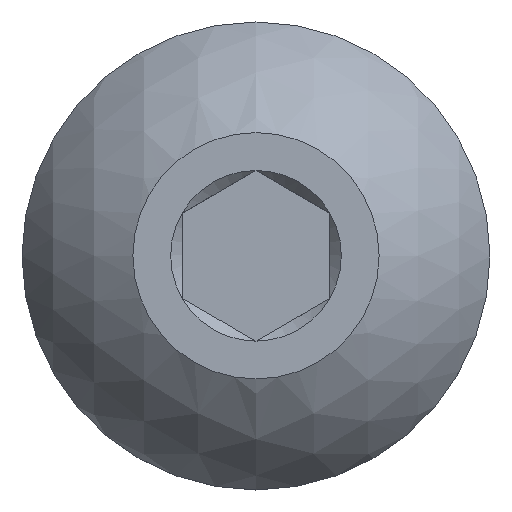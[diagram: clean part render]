
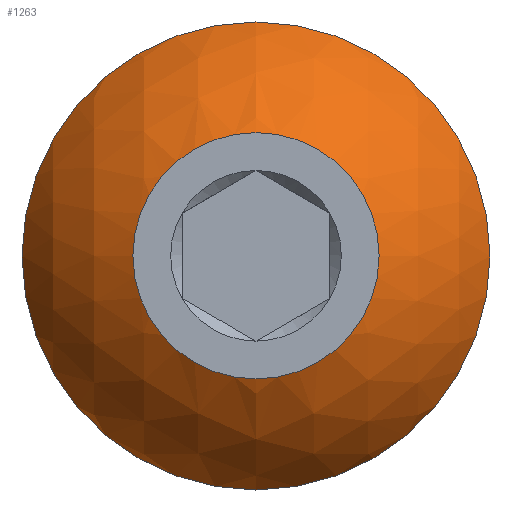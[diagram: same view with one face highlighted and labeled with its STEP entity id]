
A CAD part, top view. The second image highlights one B-rep face of the part: STEP entity #1263.
In plain terms, the highlighted spherical face has radius 5.287 mm.
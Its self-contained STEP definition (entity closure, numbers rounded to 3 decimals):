
#33=FACE_BOUND('',#218,.T.);
#36=SPHERICAL_SURFACE('',#1361,5.287);
#143=FACE_OUTER_BOUND('',#217,.T.);
#217=EDGE_LOOP('',(#1035));
#218=EDGE_LOOP('',(#1036));
#247=CIRCLE('',#1359,4.75);
#249=CIRCLE('',#1362,2.5);
#601=VERTEX_POINT('',#5478);
#603=VERTEX_POINT('',#5484);
#782=EDGE_CURVE('',#601,#601,#247,.T.);
#785=EDGE_CURVE('',#603,#603,#249,.T.);
#1035=ORIENTED_EDGE('',*,*,#782,.T.);
#1036=ORIENTED_EDGE('',*,*,#785,.F.);
#1263=ADVANCED_FACE('',(#143,#33),#36,.T.);
#1359=AXIS2_PLACEMENT_3D('',#5479,#1564,#1565);
#1361=AXIS2_PLACEMENT_3D('',#5483,#1569,#1570);
#1362=AXIS2_PLACEMENT_3D('',#5485,#1571,#1572);
#1564=DIRECTION('center_axis',(0.,0.,1.));
#1565=DIRECTION('ref_axis',(0.,-1.,0.));
#1569=DIRECTION('center_axis',(1.,0.,0.));
#1570=DIRECTION('ref_axis',(0.,-1.,0.));
#1571=DIRECTION('center_axis',(0.,0.,1.));
#1572=DIRECTION('ref_axis',(0.,-1.,0.));
#5478=CARTESIAN_POINT('',(0.,4.75,10.413));
#5479=CARTESIAN_POINT('Origin',(0.,0.,10.413));
#5483=CARTESIAN_POINT('Origin',(0.,0.,
8.092));
#5484=CARTESIAN_POINT('',(0.,-2.5,12.75));
#5485=CARTESIAN_POINT('Origin',(0.,0.,12.75));
